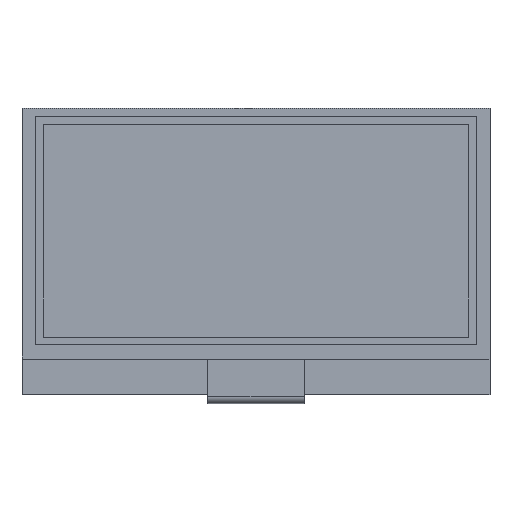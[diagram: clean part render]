
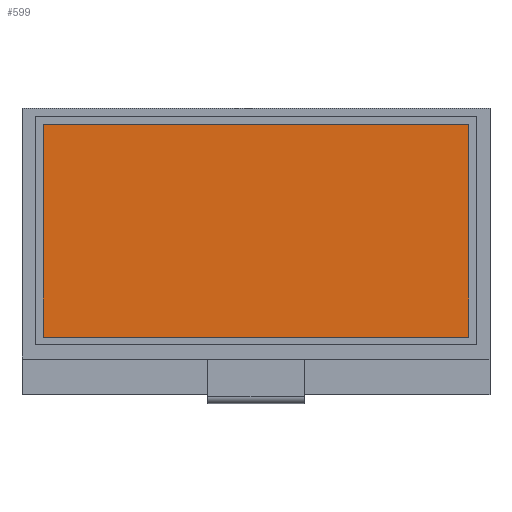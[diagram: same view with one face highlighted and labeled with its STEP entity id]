
A CAD part, top view. The second image highlights one B-rep face of the part: STEP entity #599.
In plain terms, the highlighted planar face has unit normal (0, 0, 1).
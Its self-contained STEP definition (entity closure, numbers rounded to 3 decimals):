
#57=FACE_OUTER_BOUND('',#91,.T.);
#91=EDGE_LOOP('',(#524,#525,#526,#527));
#161=LINE('',#970,#235);
#163=LINE('',#974,#237);
#165=LINE('',#978,#239);
#167=LINE('',#981,#241);
#235=VECTOR('',#795,27.49);
#237=VECTOR('',#799,55.01);
#239=VECTOR('',#803,27.49);
#241=VECTOR('',#807,55.01);
#294=VERTEX_POINT('',#967);
#295=VERTEX_POINT('',#969);
#296=VERTEX_POINT('',#973);
#297=VERTEX_POINT('',#977);
#371=EDGE_CURVE('',#295,#294,#161,.T.);
#373=EDGE_CURVE('',#296,#295,#163,.T.);
#375=EDGE_CURVE('',#297,#296,#165,.T.);
#377=EDGE_CURVE('',#294,#297,#167,.T.);
#524=ORIENTED_EDGE('',*,*,#371,.T.);
#525=ORIENTED_EDGE('',*,*,#377,.T.);
#526=ORIENTED_EDGE('',*,*,#375,.T.);
#527=ORIENTED_EDGE('',*,*,#373,.T.);
#567=PLANE('',#659);
#599=ADVANCED_FACE('',(#57),#567,.T.);
#659=AXIS2_PLACEMENT_3D('',#982,#808,#809);
#795=DIRECTION('',(0.,-1.,0.));
#799=DIRECTION('',(-1.,0.,0.));
#803=DIRECTION('',(0.,1.,0.));
#807=DIRECTION('',(1.,0.,0.));
#808=DIRECTION('center_axis',(0.,0.,1.));
#809=DIRECTION('ref_axis',(1.,0.,0.));
#967=CARTESIAN_POINT('',(-27.505,-13.745,1.95));
#969=CARTESIAN_POINT('',(-27.505,13.745,1.95));
#970=CARTESIAN_POINT('',(-27.505,13.745,1.95));
#973=CARTESIAN_POINT('',(27.505,13.745,1.95));
#974=CARTESIAN_POINT('',(27.505,13.745,1.95));
#977=CARTESIAN_POINT('',(27.505,-13.745,1.95));
#978=CARTESIAN_POINT('',(27.505,-13.745,1.95));
#981=CARTESIAN_POINT('',(-27.505,-13.745,1.95));
#982=CARTESIAN_POINT('Origin',(0.,0.,1.95));
